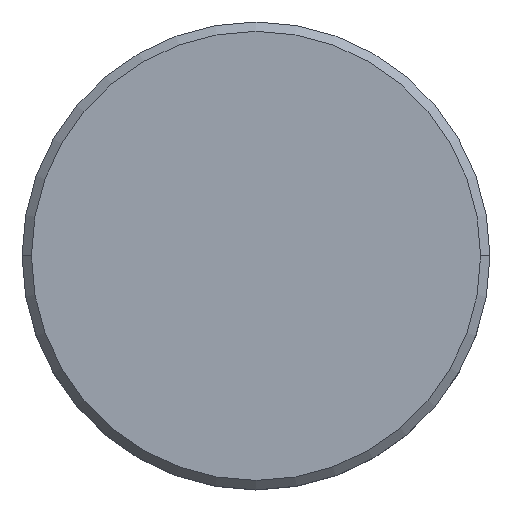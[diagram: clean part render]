
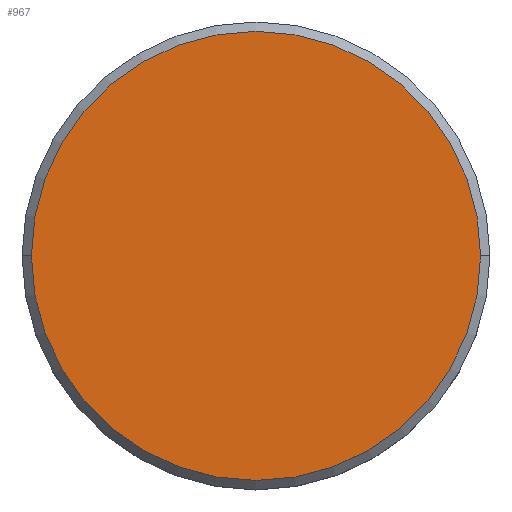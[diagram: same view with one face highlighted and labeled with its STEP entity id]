
A CAD part, top view. The second image highlights one B-rep face of the part: STEP entity #967.
In plain terms, the highlighted planar face has unit normal (0, 0, 1).
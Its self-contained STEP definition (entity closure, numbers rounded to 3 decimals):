
#18 = EDGE_CURVE ( 'NONE', #186, #1016, #784, .T. ) ;
#124 = CARTESIAN_POINT ( 'NONE',  ( 0., 0., 0. ) ) ;
#186 = VERTEX_POINT ( 'NONE', #292 ) ;
#200 = EDGE_CURVE ( 'NONE', #1016, #186, #303, .T. ) ;
#214 = DIRECTION ( 'NONE',  ( 0., 0., 1. ) ) ;
#292 = CARTESIAN_POINT ( 'NONE',  ( 12., 0., 0. ) ) ;
#303 = CIRCLE ( 'NONE', #926, 12. ) ;
#384 = PLANE ( 'NONE',  #657 ) ;
#401 = CARTESIAN_POINT ( 'NONE',  ( -12., 0., 0. ) ) ;
#416 = DIRECTION ( 'NONE',  ( 0., 0., 1. ) ) ;
#425 = ORIENTED_EDGE ( 'NONE', *, *, #18, .T. ) ;
#480 = DIRECTION ( 'NONE',  ( 0., 0., 1. ) ) ;
#484 = DIRECTION ( 'NONE',  ( 1., 0., 0. ) ) ;
#657 = AXIS2_PLACEMENT_3D ( 'NONE', #1027, #480, #484 ) ;
#681 = DIRECTION ( 'NONE',  ( 1., 0., 0. ) ) ;
#698 = ORIENTED_EDGE ( 'NONE', *, *, #200, .T. ) ;
#730 = EDGE_LOOP ( 'NONE', ( #698, #425 ) ) ;
#752 = AXIS2_PLACEMENT_3D ( 'NONE', #880, #416, #1081 ) ;
#784 = CIRCLE ( 'NONE', #752, 12. ) ;
#853 = FACE_OUTER_BOUND ( 'NONE', #730, .T. ) ;
#880 = CARTESIAN_POINT ( 'NONE',  ( 0., 0., 0. ) ) ;
#926 = AXIS2_PLACEMENT_3D ( 'NONE', #124, #214, #681 ) ;
#967 = ADVANCED_FACE ( 'NONE', ( #853 ), #384, .T. ) ;
#1016 = VERTEX_POINT ( 'NONE', #401 ) ;
#1027 = CARTESIAN_POINT ( 'NONE',  ( 0., 0., 0. ) ) ;
#1081 = DIRECTION ( 'NONE',  ( 1., 0., 0. ) ) ;
